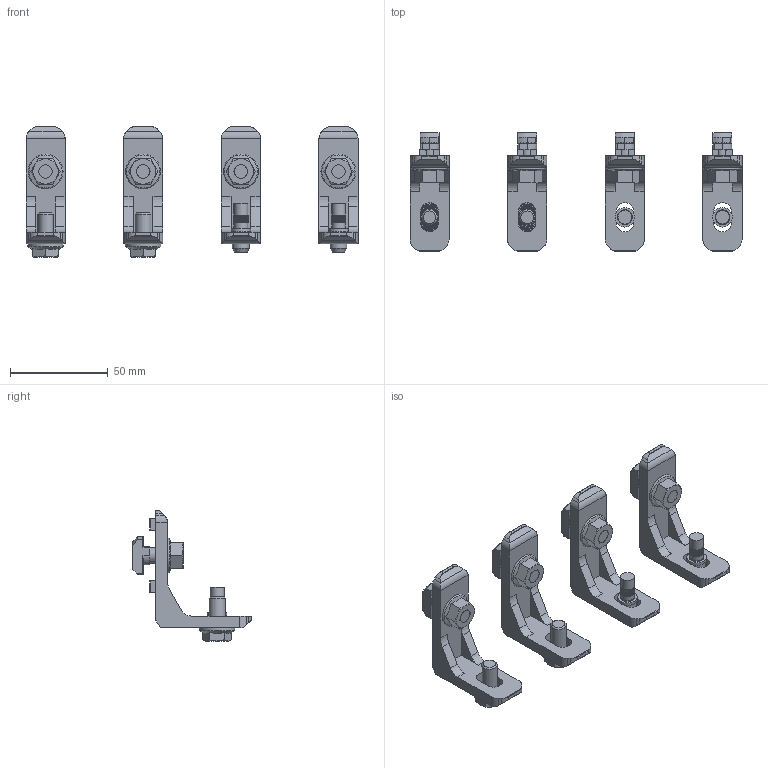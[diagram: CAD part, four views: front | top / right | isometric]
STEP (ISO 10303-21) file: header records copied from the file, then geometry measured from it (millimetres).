
FILE_DESCRIPTION(('STEP AP203'),'1');
FILE_NAME('SAFE10B1292.stp','2023-10-20T07:46:26',(' '),(' '),'Spatial InterOp 3D',' ',' ');
FILE_SCHEMA(('CONFIG_CONTROL_DESIGN'));
Length unit declared in the file: millimetre
Products named in the file (6): Kit attache rapide panneau 10/4; goupille molettée; vis nervurée M8x16; Vis tête marteau 10 M8x20 Ht 3; Ecrou rondelle M8; équerre
Assembly tree (16 placements, depth 2):
  Kit attache rapide panneau 10/4
    goupille molettée  x2
    vis nervurée M8x16  x2
    Vis tête marteau 10 M8x20 Ht 3  x4
    Ecrou rondelle M8  x4
    équerre  x4
Bounding box: 170 x 60.8 x 67 mm (x, y, z)
Volume: 65505.4 mm3; surface area: 35751.6 mm2
Topology: 16 solids, 16 shells, 1440 faces, 3872 edges, 2558 vertices
Faces by surface type: plane 1100, cylinder 284, cone 40, torus 8, bspline 8
Full cylindrical faces by diameter (mm): 6.8 x4, 7 x2, 8 x6, 8.6 x2, 9 x4, 10 x2, 18.2 x2
Entity records: 18805 total; most frequent: CARTESIAN_POINT 3402, DIRECTION 2989, ORIENTED_EDGE 2914, EDGE_CURVE 1457, AXIS2_PLACEMENT_3D 1010, VERTEX_POINT 975, LINE 969, VECTOR 969
